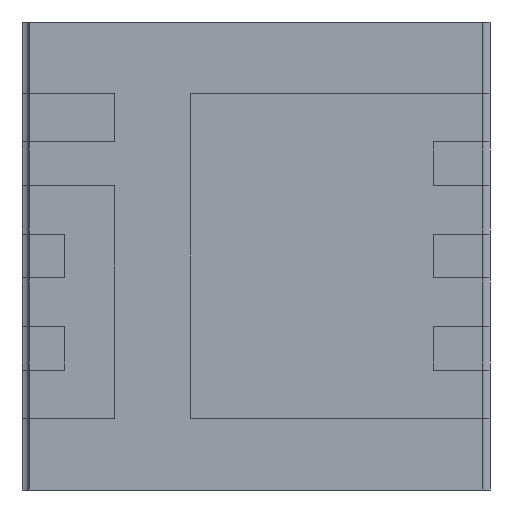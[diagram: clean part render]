
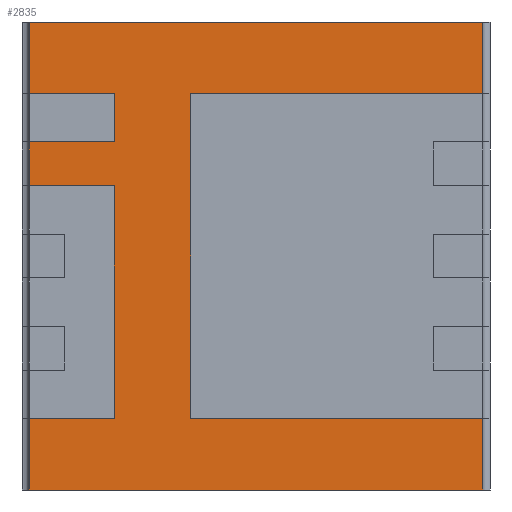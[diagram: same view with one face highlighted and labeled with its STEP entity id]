
A CAD part, front view. The second image highlights one B-rep face of the part: STEP entity #2835.
In plain terms, the highlighted planar face has unit normal (0, -1, 0).
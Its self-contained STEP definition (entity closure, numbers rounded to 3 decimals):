
#25 = ORIENTED_EDGE ( 'NONE', *, *, #2614, .F. ) ;
#31 = VERTEX_POINT ( 'NONE', #212 ) ;
#52 = VECTOR ( 'NONE', #1106, 1000. ) ;
#60 = FACE_OUTER_BOUND ( 'NONE', #1607, .T. ) ;
#64 = CARTESIAN_POINT ( 'NONE',  ( -1., 0.05, 0.805 ) ) ;
#84 = CARTESIAN_POINT ( 'NONE',  ( 1.65, 0.05, 1.65 ) ) ;
#85 = LINE ( 'NONE', #1349, #3694 ) ;
#171 = EDGE_CURVE ( 'NONE', #3424, #31, #3185, .T. ) ;
#177 = VERTEX_POINT ( 'NONE', #4043 ) ;
#185 = VERTEX_POINT ( 'NONE', #4079 ) ;
#212 = CARTESIAN_POINT ( 'NONE',  ( -1.6, 0.05, 0.495 ) ) ;
#219 = CARTESIAN_POINT ( 'NONE',  ( -1.6, 0.05, 1.65 ) ) ;
#257 = LINE ( 'NONE', #1511, #52 ) ;
#283 = CARTESIAN_POINT ( 'NONE',  ( 1.6, 0.05, -1.65 ) ) ;
#353 = VERTEX_POINT ( 'NONE', #1648 ) ;
#363 = LINE ( 'NONE', #2918, #3158 ) ;
#364 = ORIENTED_EDGE ( 'NONE', *, *, #2006, .F. ) ;
#368 = DIRECTION ( 'NONE',  ( 0., 0., 1. ) ) ;
#423 = CARTESIAN_POINT ( 'NONE',  ( -0.46, 0.05, 0. ) ) ;
#430 = CARTESIAN_POINT ( 'NONE',  ( -1., 0.05, 0.495 ) ) ;
#451 = CARTESIAN_POINT ( 'NONE',  ( 1.6, 0.05, -1.65 ) ) ;
#461 = VECTOR ( 'NONE', #1670, 1000. ) ;
#523 = ORIENTED_EDGE ( 'NONE', *, *, #3278, .F. ) ;
#534 = VERTEX_POINT ( 'NONE', #2702 ) ;
#640 = DIRECTION ( 'NONE',  ( 0., 1., 0. ) ) ;
#684 = DIRECTION ( 'NONE',  ( 1., 0., 0. ) ) ;
#718 = VECTOR ( 'NONE', #4025, 1000. ) ;
#869 = CARTESIAN_POINT ( 'NONE',  ( -1., 0.05, -1.145 ) ) ;
#879 = CARTESIAN_POINT ( 'NONE',  ( -0.46, 0.05, -1.145 ) ) ;
#884 = CARTESIAN_POINT ( 'NONE',  ( -0.46, 0.05, 1.145 ) ) ;
#907 = EDGE_CURVE ( 'NONE', #353, #1059, #363, .T. ) ;
#927 = PLANE ( 'NONE',  #2919 ) ;
#935 = DIRECTION ( 'NONE',  ( 0., 0., 1. ) ) ;
#986 = CARTESIAN_POINT ( 'NONE',  ( -1., 0.05, 0. ) ) ;
#1059 = VERTEX_POINT ( 'NONE', #3669 ) ;
#1083 = ORIENTED_EDGE ( 'NONE', *, *, #3774, .F. ) ;
#1106 = DIRECTION ( 'NONE',  ( -1., 0., 0. ) ) ;
#1222 = VERTEX_POINT ( 'NONE', #64 ) ;
#1238 = VECTOR ( 'NONE', #684, 1000. ) ;
#1239 = VECTOR ( 'NONE', #1608, 1000. ) ;
#1289 = CARTESIAN_POINT ( 'NONE',  ( -1.6, 0.05, -1.65 ) ) ;
#1349 = CARTESIAN_POINT ( 'NONE',  ( -1., 0.05, 0. ) ) ;
#1437 = VECTOR ( 'NONE', #935, 1000. ) ;
#1443 = VECTOR ( 'NONE', #3870, 1000. ) ;
#1494 = LINE ( 'NONE', #283, #1930 ) ;
#1508 = LINE ( 'NONE', #2436, #718 ) ;
#1511 = CARTESIAN_POINT ( 'NONE',  ( 0., 0.05, 1.145 ) ) ;
#1537 = CARTESIAN_POINT ( 'NONE',  ( 0., 0.05, -1.145 ) ) ;
#1538 = ORIENTED_EDGE ( 'NONE', *, *, #2479, .T. ) ;
#1541 = DIRECTION ( 'NONE',  ( -1., 0., 0. ) ) ;
#1607 = EDGE_LOOP ( 'NONE', ( #1935, #2128, #1083, #523, #2771, #3741, #1877, #2409, #3220, #364, #4046, #1987, #2483, #25, #1806, #1538 ) ) ;
#1608 = DIRECTION ( 'NONE',  ( 1., 0., 0. ) ) ;
#1633 = LINE ( 'NONE', #84, #1239 ) ;
#1648 = CARTESIAN_POINT ( 'NONE',  ( 1.6, 0.05, -1.65 ) ) ;
#1652 = CARTESIAN_POINT ( 'NONE',  ( 1.6, 0.05, 1.145 ) ) ;
#1670 = DIRECTION ( 'NONE',  ( 0., 0., -1. ) ) ;
#1748 = EDGE_CURVE ( 'NONE', #31, #1948, #3196, .T. ) ;
#1765 = VECTOR ( 'NONE', #368, 1000. ) ;
#1806 = ORIENTED_EDGE ( 'NONE', *, *, #2446, .F. ) ;
#1810 = VERTEX_POINT ( 'NONE', #2652 ) ;
#1867 = CARTESIAN_POINT ( 'NONE',  ( -1.6, 0.05, -1.65 ) ) ;
#1877 = ORIENTED_EDGE ( 'NONE', *, *, #171, .F. ) ;
#1930 = VECTOR ( 'NONE', #2419, 1000. ) ;
#1935 = ORIENTED_EDGE ( 'NONE', *, *, #2595, .F. ) ;
#1948 = VERTEX_POINT ( 'NONE', #2415 ) ;
#1987 = ORIENTED_EDGE ( 'NONE', *, *, #3332, .T. ) ;
#2006 = EDGE_CURVE ( 'NONE', #1059, #534, #1508, .T. ) ;
#2128 = ORIENTED_EDGE ( 'NONE', *, *, #3833, .F. ) ;
#2139 = EDGE_CURVE ( 'NONE', #1948, #1222, #3452, .T. ) ;
#2157 = CARTESIAN_POINT ( 'NONE',  ( 0., 0.05, 0.495 ) ) ;
#2199 = CARTESIAN_POINT ( 'NONE',  ( 0., 0.05, 0.805 ) ) ;
#2211 = VERTEX_POINT ( 'NONE', #3001 ) ;
#2277 = DIRECTION ( 'NONE',  ( 0., 0., 1. ) ) ;
#2297 = CARTESIAN_POINT ( 'NONE',  ( 0., 0.05, -1.145 ) ) ;
#2312 = VERTEX_POINT ( 'NONE', #869 ) ;
#2406 = VERTEX_POINT ( 'NONE', #879 ) ;
#2407 = VERTEX_POINT ( 'NONE', #219 ) ;
#2409 = ORIENTED_EDGE ( 'NONE', *, *, #4016, .F. ) ;
#2415 = CARTESIAN_POINT ( 'NONE',  ( -1.6, 0.05, 0.805 ) ) ;
#2419 = DIRECTION ( 'NONE',  ( 0., 0., 1. ) ) ;
#2436 = CARTESIAN_POINT ( 'NONE',  ( -1.6, 0.05, -1.65 ) ) ;
#2446 = EDGE_CURVE ( 'NONE', #2528, #2679, #2794, .T. ) ;
#2479 = EDGE_CURVE ( 'NONE', #2528, #177, #1494, .T. ) ;
#2483 = ORIENTED_EDGE ( 'NONE', *, *, #3017, .F. ) ;
#2484 = CARTESIAN_POINT ( 'NONE',  ( 0., 0.05, 1.145 ) ) ;
#2528 = VERTEX_POINT ( 'NONE', #1652 ) ;
#2550 = DIRECTION ( 'NONE',  ( 1., 0., 0. ) ) ;
#2588 = DIRECTION ( 'NONE',  ( -1., 0., 0. ) ) ;
#2595 = EDGE_CURVE ( 'NONE', #2407, #177, #1633, .T. ) ;
#2614 = EDGE_CURVE ( 'NONE', #2679, #2406, #3862, .T. ) ;
#2652 = CARTESIAN_POINT ( 'NONE',  ( 1.6, 0.05, -1.145 ) ) ;
#2679 = VERTEX_POINT ( 'NONE', #884 ) ;
#2694 = LINE ( 'NONE', #451, #1443 ) ;
#2702 = CARTESIAN_POINT ( 'NONE',  ( -1.6, 0.05, -1.145 ) ) ;
#2771 = ORIENTED_EDGE ( 'NONE', *, *, #2139, .F. ) ;
#2794 = LINE ( 'NONE', #2484, #3529 ) ;
#2817 = LINE ( 'NONE', #986, #1765 ) ;
#2835 = ADVANCED_FACE ( 'NONE', ( #60 ), #927, .F. ) ;
#2903 = VECTOR ( 'NONE', #2550, 1000. ) ;
#2918 = CARTESIAN_POINT ( 'NONE',  ( 1.65, 0.05, -1.65 ) ) ;
#2919 = AXIS2_PLACEMENT_3D ( 'NONE', #3463, #640, #2277 ) ;
#2994 = VECTOR ( 'NONE', #1541, 1000. ) ;
#3001 = CARTESIAN_POINT ( 'NONE',  ( -1.6, 0.05, 1.145 ) ) ;
#3017 = EDGE_CURVE ( 'NONE', #2406, #1810, #3345, .T. ) ;
#3158 = VECTOR ( 'NONE', #2588, 1000. ) ;
#3185 = LINE ( 'NONE', #2157, #2994 ) ;
#3196 = LINE ( 'NONE', #1289, #3506 ) ;
#3220 = ORIENTED_EDGE ( 'NONE', *, *, #3246, .F. ) ;
#3246 = EDGE_CURVE ( 'NONE', #534, #2312, #3791, .T. ) ;
#3278 = EDGE_CURVE ( 'NONE', #1222, #185, #2817, .T. ) ;
#3293 = DIRECTION ( 'NONE',  ( 0., 0., 1. ) ) ;
#3332 = EDGE_CURVE ( 'NONE', #353, #1810, #2694, .T. ) ;
#3345 = LINE ( 'NONE', #2297, #4080 ) ;
#3424 = VERTEX_POINT ( 'NONE', #430 ) ;
#3452 = LINE ( 'NONE', #2199, #1238 ) ;
#3463 = CARTESIAN_POINT ( 'NONE',  ( 0., 0.05, 0. ) ) ;
#3506 = VECTOR ( 'NONE', #3539, 1000. ) ;
#3529 = VECTOR ( 'NONE', #3746, 1000. ) ;
#3539 = DIRECTION ( 'NONE',  ( 0., 0., 1. ) ) ;
#3571 = DIRECTION ( 'NONE',  ( 1., 0., 0. ) ) ;
#3669 = CARTESIAN_POINT ( 'NONE',  ( -1.6, 0.05, -1.65 ) ) ;
#3694 = VECTOR ( 'NONE', #3293, 1000. ) ;
#3741 = ORIENTED_EDGE ( 'NONE', *, *, #1748, .F. ) ;
#3746 = DIRECTION ( 'NONE',  ( -1., 0., 0. ) ) ;
#3774 = EDGE_CURVE ( 'NONE', #185, #2211, #257, .T. ) ;
#3791 = LINE ( 'NONE', #1537, #2903 ) ;
#3820 = LINE ( 'NONE', #1867, #1437 ) ;
#3833 = EDGE_CURVE ( 'NONE', #2211, #2407, #3820, .T. ) ;
#3862 = LINE ( 'NONE', #423, #461 ) ;
#3870 = DIRECTION ( 'NONE',  ( 0., 0., 1. ) ) ;
#4016 = EDGE_CURVE ( 'NONE', #2312, #3424, #85, .T. ) ;
#4025 = DIRECTION ( 'NONE',  ( 0., 0., 1. ) ) ;
#4043 = CARTESIAN_POINT ( 'NONE',  ( 1.6, 0.05, 1.65 ) ) ;
#4046 = ORIENTED_EDGE ( 'NONE', *, *, #907, .F. ) ;
#4079 = CARTESIAN_POINT ( 'NONE',  ( -1., 0.05, 1.145 ) ) ;
#4080 = VECTOR ( 'NONE', #3571, 1000. ) ;
